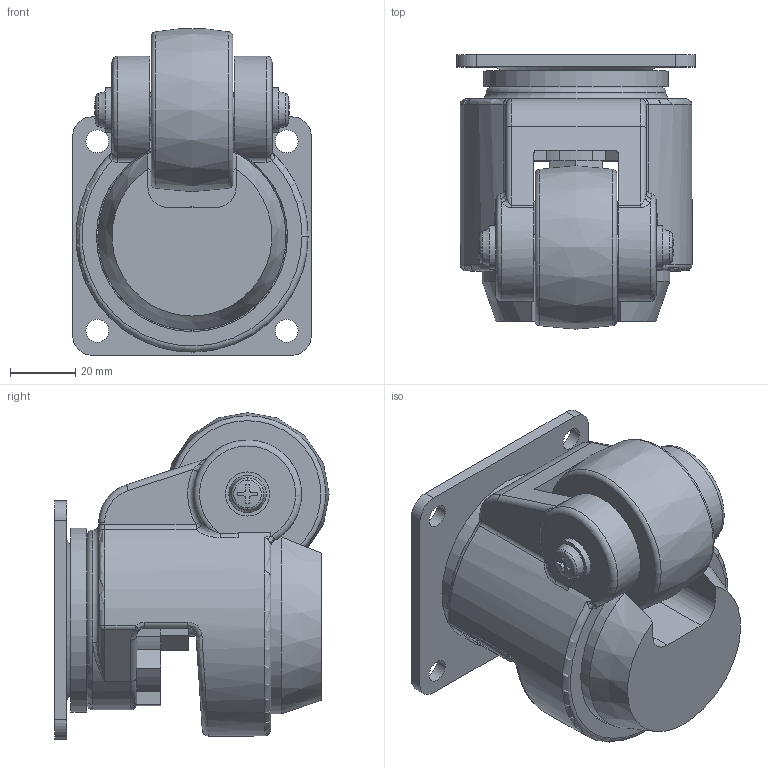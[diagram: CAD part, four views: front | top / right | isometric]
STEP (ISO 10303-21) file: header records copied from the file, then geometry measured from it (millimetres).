
FILE_DESCRIPTION((''),'2;1');
FILE_NAME('AR3850.stp','2021-04-30T12:42:10',('arma03'),(''),'Autodesk Inventor 2013','Autodesk Inventor 2013','');
FILE_SCHEMA(('AUTOMOTIVE_DESIGN { 1 0 10303 214 1 1 1 1 }'));
Length unit declared in the file: millimetre
Products named in the file (2): AR3850; HRP-POA_50G_757019
Assembly tree (1 placements, depth 2):
  AR3850
    HRP-POA_50G_757019
Bounding box: 73 x 84 x 99.96 mm (x, y, z)
Volume: 264227.7 mm3; surface area: 61976 mm2
Topology: 1 solids, 1 shells, 296 faces, 767 edges, 481 vertices
Faces by surface type: plane 108, cylinder 101, torus 36, bspline 30, sphere 16, cone 5
Full cylindrical faces by diameter (mm): 7 x4, 8 x2, 10 x1, 10.284 x2, 13.5 x2, 14.35 x1, 24 x1, 56.34 x1
Entity records: 14080 total; most frequent: CARTESIAN_POINT 6576, DIRECTION 1512, ORIENTED_EDGE 1474, EDGE_CURVE 737, AXIS2_PLACEMENT_3D 600, VERTEX_POINT 479, EDGE_LOOP 354, CIRCLE 319
